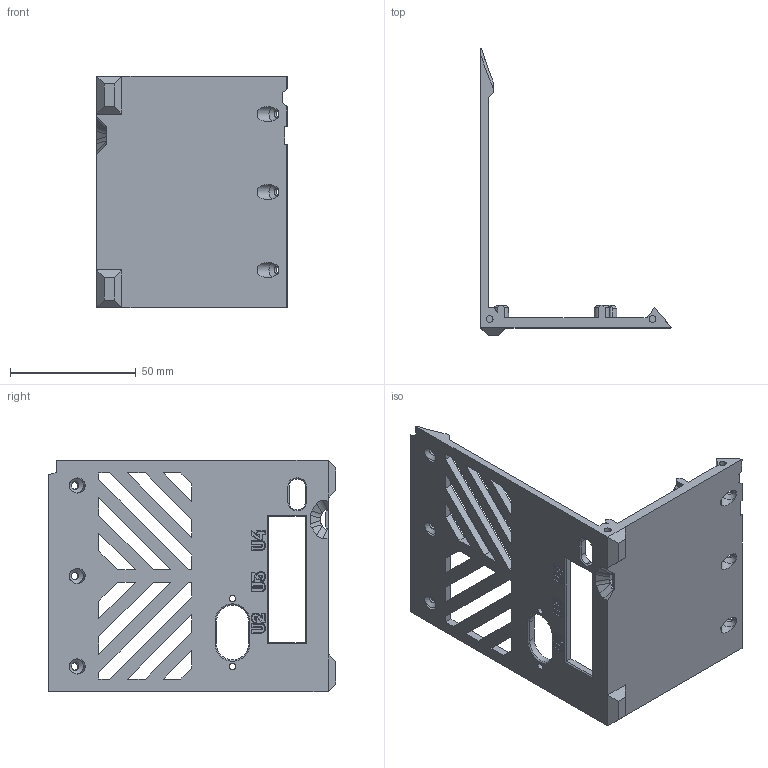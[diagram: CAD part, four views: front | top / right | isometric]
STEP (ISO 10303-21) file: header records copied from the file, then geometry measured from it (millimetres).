
FILE_DESCRIPTION(/* description */ ('Задняя крышка отсека электроники MCU'),/* implementation_level */ '2;1');
FILE_NAME(/* name */ 'UNIT_MCU_Back-Cover-3-ports.step',/* time_stamp */ '2025-09-24T19:42:03+03:00',/* author */ ('pavlu'),/* organization */ (''),/* preprocessor_version */ 'ST-DEVELOPER v19.2',/* originating_system */ 'Autodesk Inventor 2024',/* authorisation */ '');
FILE_SCHEMA (('AUTOMOTIVE_DESIGN { 1 0 10303 214 3 1 1 }'));
Length unit declared in the file: millimetre
Products named in the file (1): Крышка Электроники
Bounding box: 75.74 x 114.24 x 92 mm (x, y, z)
Volume: 51029.9 mm3; surface area: 35935.2 mm2
Topology: 1 solids, 1 shells, 301 faces, 817 edges, 532 vertices
Faces by surface type: plane 221, cylinder 38, bspline 24, cone 18
Full cylindrical faces by diameter (mm): 2.5 x2, 2.7 x7, 3 x3, 3.1 x3, 6 x3
Entity records: 10601 total; most frequent: CARTESIAN_POINT 3012, ORIENTED_EDGE 1634, DIRECTION 1407, EDGE_CURVE 817, LINE 625, VECTOR 625, VERTEX_POINT 531, AXIS2_PLACEMENT_3D 391
